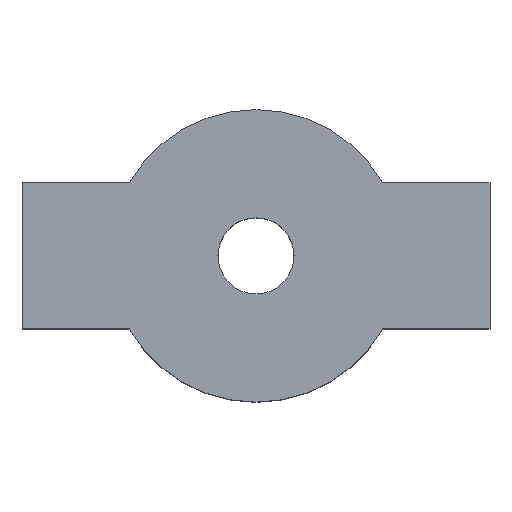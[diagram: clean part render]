
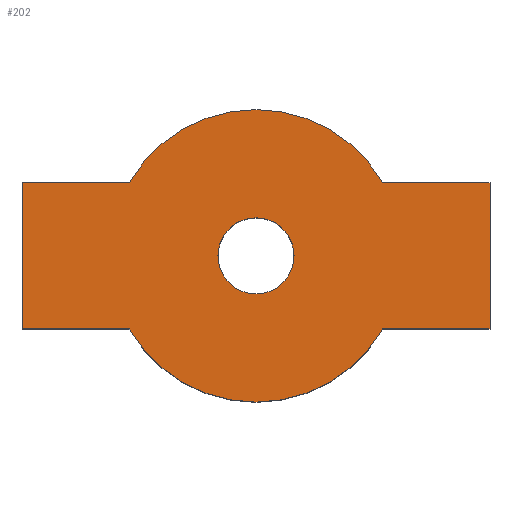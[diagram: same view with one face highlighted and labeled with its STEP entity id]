
A CAD part, top view. The second image highlights one B-rep face of the part: STEP entity #202.
In plain terms, the highlighted planar face has unit normal (0, 0, 1).
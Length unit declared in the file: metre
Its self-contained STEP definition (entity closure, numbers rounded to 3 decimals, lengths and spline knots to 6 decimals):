
#13=CIRCLE('',#220,0.005);
#15=CIRCLE('',#226,0.005);
#16=CIRCLE('',#229,0.0013);
#55=ORIENTED_EDGE('',*,*,#95,.F.);
#56=ORIENTED_EDGE('',*,*,#75,.F.);
#57=ORIENTED_EDGE('',*,*,#79,.T.);
#58=ORIENTED_EDGE('',*,*,#82,.F.);
#59=ORIENTED_EDGE('',*,*,#85,.T.);
#60=ORIENTED_EDGE('',*,*,#88,.T.);
#61=ORIENTED_EDGE('',*,*,#91,.T.);
#62=ORIENTED_EDGE('',*,*,#94,.T.);
#63=ORIENTED_EDGE('',*,*,#98,.F.);
#75=EDGE_CURVE('',#101,#102,#119,.T.);
#79=EDGE_CURVE('',#101,#104,#13,.T.);
#82=EDGE_CURVE('',#106,#104,#124,.T.);
#85=EDGE_CURVE('',#106,#108,#127,.T.);
#88=EDGE_CURVE('',#108,#110,#130,.T.);
#91=EDGE_CURVE('',#110,#112,#15,.T.);
#94=EDGE_CURVE('',#112,#114,#134,.T.);
#95=EDGE_CURVE('',#115,#115,#16,.T.);
#98=EDGE_CURVE('',#102,#114,#136,.T.);
#101=VERTEX_POINT('',#296);
#102=VERTEX_POINT('',#298);
#104=VERTEX_POINT('',#304);
#106=VERTEX_POINT('',#310);
#108=VERTEX_POINT('',#316);
#110=VERTEX_POINT('',#322);
#112=VERTEX_POINT('',#328);
#114=VERTEX_POINT('',#334);
#115=VERTEX_POINT('',#338);
#119=LINE('',#297,#139);
#124=LINE('',#311,#144);
#127=LINE('',#317,#147);
#130=LINE('',#323,#150);
#134=LINE('',#335,#154);
#136=LINE('',#343,#156);
#139=VECTOR('',#240,1.);
#144=VECTOR('',#253,1.);
#147=VECTOR('',#258,1.);
#150=VECTOR('',#263,1.);
#154=VECTOR('',#275,1.);
#156=VECTOR('',#285,1.);
#167=EDGE_LOOP('',(#55));
#168=EDGE_LOOP('',(#56,#57,#58,#59,#60,#61,#62,#63));
#181=FACE_BOUND('',#167,.T.);
#182=FACE_BOUND('',#168,.T.);
#191=PLANE('',#232);
#202=ADVANCED_FACE('',(#181,#182),#191,.T.);
#220=AXIS2_PLACEMENT_3D('',#305,#247,#248);
#226=AXIS2_PLACEMENT_3D('',#329,#269,#270);
#229=AXIS2_PLACEMENT_3D('',#337,#278,#279);
#232=AXIS2_PLACEMENT_3D('',#344,#286,#287);
#240=DIRECTION('',(-1.,0.,0.));
#247=DIRECTION('',(0.,0.,1.));
#248=DIRECTION('',(1.,0.,0.));
#253=DIRECTION('',(-1.,0.,0.));
#258=DIRECTION('',(0.,1.,0.));
#263=DIRECTION('',(-1.,0.,0.));
#269=DIRECTION('',(0.,0.,1.));
#270=DIRECTION('',(1.,0.,0.));
#275=DIRECTION('',(-1.,0.,0.));
#278=DIRECTION('',(0.,0.,1.));
#279=DIRECTION('',(1.,0.,0.));
#285=DIRECTION('',(0.,1.,0.));
#286=DIRECTION('',(0.,0.,1.));
#287=DIRECTION('',(1.,0.,0.));
#296=CARTESIAN_POINT('',(-0.00433,-0.0025,0.0063));
#297=CARTESIAN_POINT('',(-0.006165,-0.0025,0.0063));
#298=CARTESIAN_POINT('',(-0.008,-0.0025,0.0063));
#304=CARTESIAN_POINT('',(0.00433,-0.0025,0.0063));
#305=CARTESIAN_POINT('',(0.,0.,0.0063));
#310=CARTESIAN_POINT('',(0.008,-0.0025,0.0063));
#311=CARTESIAN_POINT('',(0.006165,-0.0025,0.0063));
#316=CARTESIAN_POINT('',(0.008,0.0025,0.0063));
#317=CARTESIAN_POINT('',(0.008,0.,0.0063));
#322=CARTESIAN_POINT('',(0.00433,0.0025,0.0063));
#323=CARTESIAN_POINT('',(0.006165,0.0025,0.0063));
#328=CARTESIAN_POINT('',(-0.00433,0.0025,0.0063));
#329=CARTESIAN_POINT('',(0.,0.,0.0063));
#334=CARTESIAN_POINT('',(-0.008,0.0025,0.0063));
#335=CARTESIAN_POINT('',(-0.006165,0.0025,0.0063));
#337=CARTESIAN_POINT('',(0.,0.,0.0063));
#338=CARTESIAN_POINT('',(0.0013,0.,0.0063));
#343=CARTESIAN_POINT('',(-0.008,0.,0.0063));
#344=CARTESIAN_POINT('',(0.,0.,0.0063));
